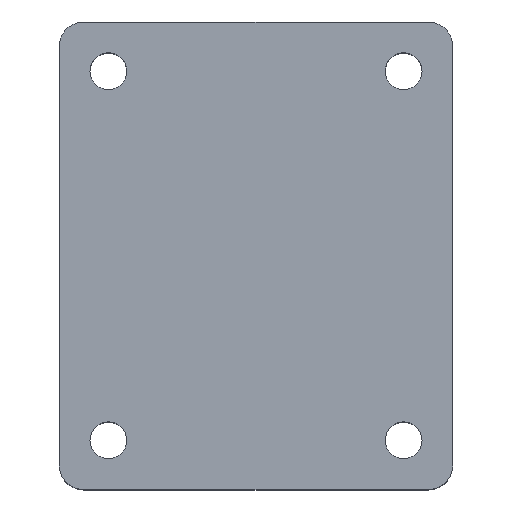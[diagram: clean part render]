
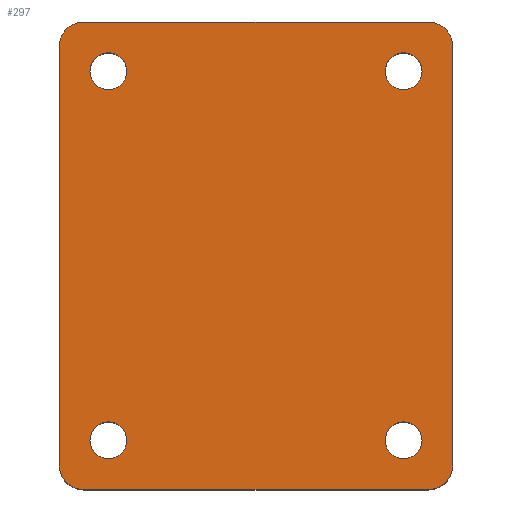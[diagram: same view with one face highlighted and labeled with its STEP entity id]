
A CAD part, top view. The second image highlights one B-rep face of the part: STEP entity #297.
In plain terms, the highlighted planar face has unit normal (0, 0, 1).
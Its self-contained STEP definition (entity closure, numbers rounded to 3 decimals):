
#21=FACE_BOUND('',#67,.T.);
#22=FACE_BOUND('',#68,.T.);
#23=FACE_BOUND('',#69,.T.);
#24=FACE_BOUND('',#70,.T.);
#30=PLANE('',#344);
#45=FACE_OUTER_BOUND('',#66,.T.);
#66=EDGE_LOOP('',(#262,#263,#264,#265,#266,#267,#268,#269));
#67=EDGE_LOOP('',(#270));
#68=EDGE_LOOP('',(#271));
#69=EDGE_LOOP('',(#272));
#70=EDGE_LOOP('',(#273));
#75=LINE('',#449,#96);
#81=LINE('',#479,#102);
#84=LINE('',#487,#105);
#91=LINE('',#513,#112);
#96=VECTOR('',#359,10.);
#102=VECTOR('',#389,10.);
#105=VECTOR('',#398,10.);
#112=VECTOR('',#431,10.);
#113=CIRCLE('',#313,2.);
#123=CIRCLE('',#326,2.);
#124=CIRCLE('',#329,2.);
#125=CIRCLE('',#332,2.);
#127=CIRCLE('',#336,1.5);
#128=CIRCLE('',#338,1.5);
#129=CIRCLE('',#340,1.5);
#130=CIRCLE('',#342,1.5);
#131=VERTEX_POINT('',#436);
#132=VERTEX_POINT('',#437);
#136=VERTEX_POINT('',#447);
#147=VERTEX_POINT('',#473);
#148=VERTEX_POINT('',#477);
#149=VERTEX_POINT('',#481);
#150=VERTEX_POINT('',#482);
#151=VERTEX_POINT('',#489);
#153=VERTEX_POINT('',#497);
#154=VERTEX_POINT('',#501);
#155=VERTEX_POINT('',#505);
#156=VERTEX_POINT('',#509);
#157=EDGE_CURVE('',#131,#132,#113,.T.);
#163=EDGE_CURVE('',#131,#136,#75,.T.);
#175=EDGE_CURVE('',#147,#136,#123,.T.);
#178=EDGE_CURVE('',#147,#148,#81,.T.);
#179=EDGE_CURVE('',#149,#150,#124,.T.);
#182=EDGE_CURVE('',#149,#132,#84,.T.);
#183=EDGE_CURVE('',#151,#148,#125,.T.);
#187=EDGE_CURVE('',#153,#153,#127,.T.);
#189=EDGE_CURVE('',#154,#154,#128,.T.);
#191=EDGE_CURVE('',#155,#155,#129,.T.);
#193=EDGE_CURVE('',#156,#156,#130,.T.);
#195=EDGE_CURVE('',#151,#150,#91,.T.);
#262=ORIENTED_EDGE('',*,*,#157,.F.);
#263=ORIENTED_EDGE('',*,*,#163,.T.);
#264=ORIENTED_EDGE('',*,*,#175,.F.);
#265=ORIENTED_EDGE('',*,*,#178,.T.);
#266=ORIENTED_EDGE('',*,*,#183,.F.);
#267=ORIENTED_EDGE('',*,*,#195,.T.);
#268=ORIENTED_EDGE('',*,*,#179,.F.);
#269=ORIENTED_EDGE('',*,*,#182,.T.);
#270=ORIENTED_EDGE('',*,*,#187,.T.);
#271=ORIENTED_EDGE('',*,*,#189,.T.);
#272=ORIENTED_EDGE('',*,*,#191,.T.);
#273=ORIENTED_EDGE('',*,*,#193,.T.);
#297=ADVANCED_FACE('',(#45,#21,#22,#23,#24),#30,.T.);
#313=AXIS2_PLACEMENT_3D('',#438,#349,#350);
#326=AXIS2_PLACEMENT_3D('',#474,#383,#384);
#329=AXIS2_PLACEMENT_3D('',#483,#392,#393);
#332=AXIS2_PLACEMENT_3D('',#490,#401,#402);
#336=AXIS2_PLACEMENT_3D('',#498,#411,#412);
#338=AXIS2_PLACEMENT_3D('',#502,#416,#417);
#340=AXIS2_PLACEMENT_3D('',#506,#421,#422);
#342=AXIS2_PLACEMENT_3D('',#510,#426,#427);
#344=AXIS2_PLACEMENT_3D('',#514,#432,#433);
#349=DIRECTION('center_axis',(0.,0.,-1.));
#350=DIRECTION('ref_axis',(0.707,0.707,0.));
#359=DIRECTION('',(-1.,0.,0.));
#383=DIRECTION('center_axis',(0.,0.,-1.));
#384=DIRECTION('ref_axis',(-0.707,0.707,0.));
#389=DIRECTION('',(0.,-1.,0.));
#392=DIRECTION('center_axis',(0.,0.,-1.));
#393=DIRECTION('ref_axis',(0.707,-0.707,0.));
#398=DIRECTION('',(0.,1.,0.));
#401=DIRECTION('center_axis',(0.,0.,-1.));
#402=DIRECTION('ref_axis',(-0.707,-0.707,0.));
#411=DIRECTION('center_axis',(0.,0.,-1.));
#412=DIRECTION('ref_axis',(1.,0.,0.));
#416=DIRECTION('center_axis',(0.,0.,-1.));
#417=DIRECTION('ref_axis',(1.,0.,0.));
#421=DIRECTION('center_axis',(0.,0.,-1.));
#422=DIRECTION('ref_axis',(1.,0.,0.));
#426=DIRECTION('center_axis',(0.,0.,-1.));
#427=DIRECTION('ref_axis',(1.,0.,0.));
#431=DIRECTION('',(1.,0.,0.));
#432=DIRECTION('center_axis',(0.,0.,1.));
#433=DIRECTION('ref_axis',(1.,0.,0.));
#436=CARTESIAN_POINT('',(30.,38.,23.));
#437=CARTESIAN_POINT('',(32.,36.,23.));
#438=CARTESIAN_POINT('Origin',(30.,36.,23.));
#447=CARTESIAN_POINT('',(2.,38.,23.));
#449=CARTESIAN_POINT('',(32.,38.,23.));
#473=CARTESIAN_POINT('',(0.,36.,23.));
#474=CARTESIAN_POINT('Origin',(2.,36.,23.));
#477=CARTESIAN_POINT('',(0.,2.,23.));
#479=CARTESIAN_POINT('',(0.,38.,23.));
#481=CARTESIAN_POINT('',(32.,2.,23.));
#482=CARTESIAN_POINT('',(30.,0.,23.));
#483=CARTESIAN_POINT('Origin',(30.,2.,23.));
#487=CARTESIAN_POINT('',(32.,0.,23.));
#489=CARTESIAN_POINT('',(2.,0.,23.));
#490=CARTESIAN_POINT('Origin',(2.,2.,23.));
#497=CARTESIAN_POINT('',(26.5,4.,23.));
#498=CARTESIAN_POINT('Origin',(28.,4.,23.));
#501=CARTESIAN_POINT('',(2.5,34.,23.));
#502=CARTESIAN_POINT('Origin',(4.,34.,23.));
#505=CARTESIAN_POINT('',(26.5,34.,23.));
#506=CARTESIAN_POINT('Origin',(28.,34.,23.));
#509=CARTESIAN_POINT('',(2.5,4.,23.));
#510=CARTESIAN_POINT('Origin',(4.,4.,23.));
#513=CARTESIAN_POINT('',(0.,0.,23.));
#514=CARTESIAN_POINT('Origin',(16.,19.,23.));
